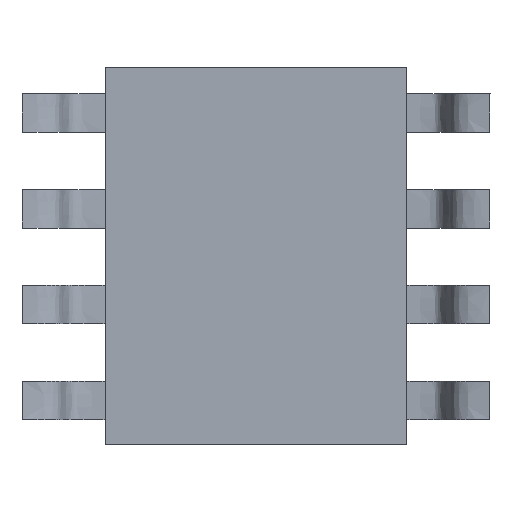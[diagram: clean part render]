
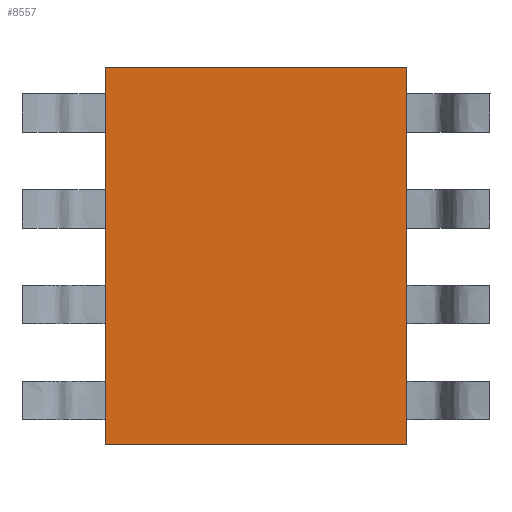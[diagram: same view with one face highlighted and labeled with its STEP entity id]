
A CAD part, front view. The second image highlights one B-rep face of the part: STEP entity #8557.
In plain terms, the highlighted planar face has unit normal (0, -1, 0).
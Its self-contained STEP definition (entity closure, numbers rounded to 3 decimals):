
#401 = CARTESIAN_POINT ( 'NONE',  ( -2., 0., 2.5 ) ) ;
#426 = DIRECTION ( 'NONE',  ( 0., 0., 1. ) ) ;
#2368 = PLANE ( 'NONE',  #2695 ) ;
#2429 = VECTOR ( 'NONE', #6212, 1000. ) ;
#2695 = AXIS2_PLACEMENT_3D ( 'NONE', #6066, #8928, #426 ) ;
#2893 = EDGE_CURVE ( 'NONE', #8059, #6289, #8716, .T. ) ;
#2909 = EDGE_CURVE ( 'NONE', #6289, #11817, #5072, .T. ) ;
#3296 = CARTESIAN_POINT ( 'NONE',  ( 2., 0., 2.5 ) ) ;
#3773 = EDGE_CURVE ( 'NONE', #5714, #8059, #9010, .T. ) ;
#4245 = FACE_OUTER_BOUND ( 'NONE', #10267, .T. ) ;
#4324 = LINE ( 'NONE', #3296, #6093 ) ;
#5072 = LINE ( 'NONE', #9810, #11341 ) ;
#5254 = DIRECTION ( 'NONE',  ( 0., 0., 1. ) ) ;
#5565 = CARTESIAN_POINT ( 'NONE',  ( -2., 0., 2.5 ) ) ;
#5714 = VERTEX_POINT ( 'NONE', #7820 ) ;
#6066 = CARTESIAN_POINT ( 'NONE',  ( -2., 0., 2.5 ) ) ;
#6093 = VECTOR ( 'NONE', #7181, 1000. ) ;
#6212 = DIRECTION ( 'NONE',  ( -1., 0., 0. ) ) ;
#6289 = VERTEX_POINT ( 'NONE', #5565 ) ;
#6903 = ORIENTED_EDGE ( 'NONE', *, *, #10486, .F. ) ;
#6951 = CARTESIAN_POINT ( 'NONE',  ( -2., 0., -2.5 ) ) ;
#7181 = DIRECTION ( 'NONE',  ( 0., 0., -1. ) ) ;
#7213 = ORIENTED_EDGE ( 'NONE', *, *, #3773, .F. ) ;
#7615 = ORIENTED_EDGE ( 'NONE', *, *, #2893, .F. ) ;
#7820 = CARTESIAN_POINT ( 'NONE',  ( 2., 0., -2.5 ) ) ;
#8059 = VERTEX_POINT ( 'NONE', #11526 ) ;
#8334 = ORIENTED_EDGE ( 'NONE', *, *, #2909, .F. ) ;
#8388 = CARTESIAN_POINT ( 'NONE',  ( 2., 0., 2.5 ) ) ;
#8557 = ADVANCED_FACE ( 'NONE', ( #4245 ), #2368, .F. ) ;
#8716 = LINE ( 'NONE', #401, #8813 ) ;
#8813 = VECTOR ( 'NONE', #5254, 1000. ) ;
#8901 = DIRECTION ( 'NONE',  ( 1., 0., 0. ) ) ;
#8928 = DIRECTION ( 'NONE',  ( 0., 1., 0. ) ) ;
#9010 = LINE ( 'NONE', #6951, #2429 ) ;
#9810 = CARTESIAN_POINT ( 'NONE',  ( -2., 0., 2.5 ) ) ;
#10267 = EDGE_LOOP ( 'NONE', ( #7213, #6903, #8334, #7615 ) ) ;
#10486 = EDGE_CURVE ( 'NONE', #11817, #5714, #4324, .T. ) ;
#11341 = VECTOR ( 'NONE', #8901, 1000. ) ;
#11526 = CARTESIAN_POINT ( 'NONE',  ( -2., 0., -2.5 ) ) ;
#11817 = VERTEX_POINT ( 'NONE', #8388 ) ;
